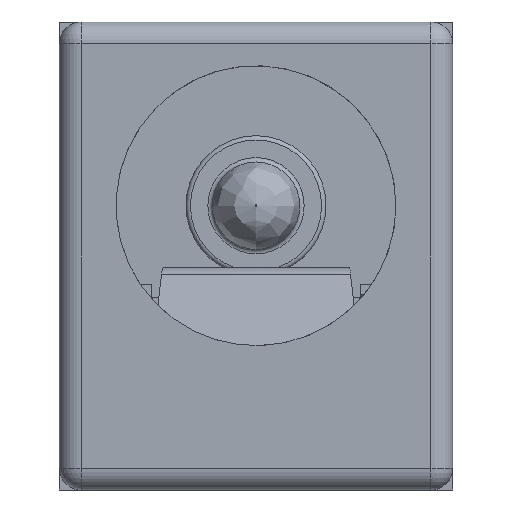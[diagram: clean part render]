
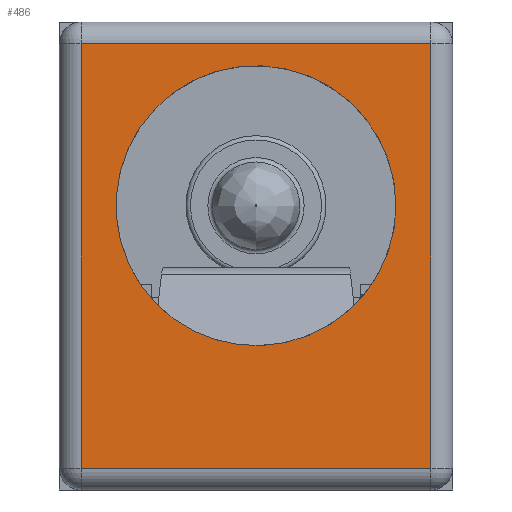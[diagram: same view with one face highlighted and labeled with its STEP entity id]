
A CAD part, front view. The second image highlights one B-rep face of the part: STEP entity #486.
In plain terms, the highlighted planar face has unit normal (0, -1, 0).
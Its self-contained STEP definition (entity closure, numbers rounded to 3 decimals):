
#486 = ADVANCED_FACE( '', ( #1042, #1043 ), #1044, .F. );
#1042 = FACE_OUTER_BOUND( '', #1758, .T. );
#1043 = FACE_BOUND( '', #1759, .T. );
#1044 = PLANE( '', #1760 );
#1758 = EDGE_LOOP( '', ( #2920, #2921, #2922, #2923 ) );
#1759 = EDGE_LOOP( '', ( #2924 ) );
#1760 = AXIS2_PLACEMENT_3D( '', #2925, #2926, #2927 );
#2920 = ORIENTED_EDGE( '', *, *, #4494, .T. );
#2921 = ORIENTED_EDGE( '', *, *, #4495, .T. );
#2922 = ORIENTED_EDGE( '', *, *, #4496, .T. );
#2923 = ORIENTED_EDGE( '', *, *, #4282, .T. );
#2924 = ORIENTED_EDGE( '', *, *, #4497, .T. );
#2925 = CARTESIAN_POINT( '', ( 0., -3.5, 0. ) );
#2926 = DIRECTION( '', ( 0., 1., 0. ) );
#2927 = DIRECTION( '', ( 0., 0., 1. ) );
#4282 = EDGE_CURVE( '', #5081, #5086, #5088, .F. );
#4494 = EDGE_CURVE( '', #5086, #5231, #5432, .F. );
#4495 = EDGE_CURVE( '', #5231, #5433, #5434, .F. );
#4496 = EDGE_CURVE( '', #5433, #5081, #5435, .F. );
#4497 = EDGE_CURVE( '', #5436, #5436, #5437, .T. );
#5081 = VERTEX_POINT( '', #6220 );
#5086 = VERTEX_POINT( '', #6226 );
#5088 = LINE( '', #6228, #6229 );
#5231 = VERTEX_POINT( '', #6420 );
#5432 = LINE( '', #6727, #6728 );
#5433 = VERTEX_POINT( '', #6729 );
#5434 = LINE( '', #6730, #6731 );
#5435 = LINE( '', #6732, #6733 );
#5436 = VERTEX_POINT( '', #6734 );
#5437 = CIRCLE( '', #6735, 3.2 );
#6220 = CARTESIAN_POINT( '', ( 4., -3.5, 4.85 ) );
#6226 = CARTESIAN_POINT( '', ( -4., -3.5, 4.85 ) );
#6228 = CARTESIAN_POINT( '', ( -4.5, -3.5, 4.85 ) );
#6229 = VECTOR( '', #7596, 1000. );
#6420 = CARTESIAN_POINT( '', ( -4., -3.5, -4.85 ) );
#6727 = CARTESIAN_POINT( '', ( -4., -3.5, -5.35 ) );
#6728 = VECTOR( '', #7841, 1000. );
#6729 = CARTESIAN_POINT( '', ( 4., -3.5, -4.85 ) );
#6730 = CARTESIAN_POINT( '', ( 4.5, -3.5, -4.85 ) );
#6731 = VECTOR( '', #7842, 1000. );
#6732 = CARTESIAN_POINT( '', ( 4., -3.5, 5.35 ) );
#6733 = VECTOR( '', #7843, 1000. );
#6734 = CARTESIAN_POINT( '', ( 3.2, -3.5, 1.15 ) );
#6735 = AXIS2_PLACEMENT_3D( '', #7844, #7845, #7846 );
#7596 = DIRECTION( '', ( 1., 0., 0. ) );
#7841 = DIRECTION( '', ( 0., 0., 1. ) );
#7842 = DIRECTION( '', ( -1., 0., 0. ) );
#7843 = DIRECTION( '', ( 0., 0., -1. ) );
#7844 = CARTESIAN_POINT( '', ( 0., -3.5, 1.15 ) );
#7845 = DIRECTION( '', ( 0., 1., 0. ) );
#7846 = DIRECTION( '', ( 1., 0., 0. ) );
